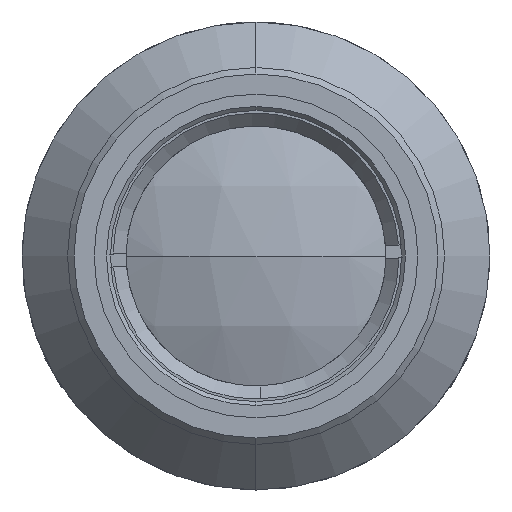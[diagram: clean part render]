
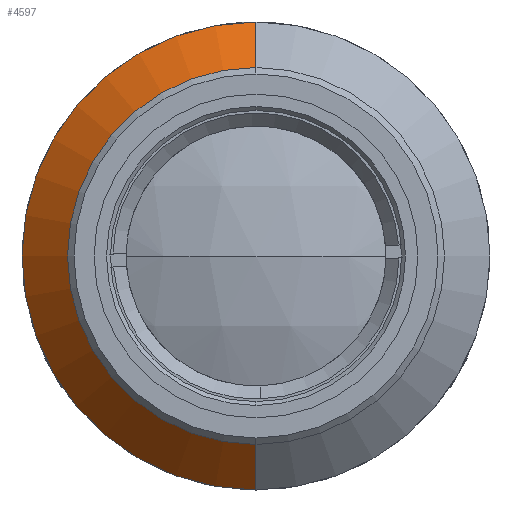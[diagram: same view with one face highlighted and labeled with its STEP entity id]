
A CAD part, left-side view. The second image highlights one B-rep face of the part: STEP entity #4597.
In plain terms, the highlighted conical face has half-angle 45 degrees and reference radius 18 mm.
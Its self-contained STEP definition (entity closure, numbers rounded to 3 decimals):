
#202 = VERTEX_POINT ( 'NONE', #1148 ) ;
#302 = ORIENTED_EDGE ( 'NONE', *, *, #1296, .T. ) ;
#349 = DIRECTION ( 'NONE',  ( -1., 0., 0. ) ) ;
#518 = DIRECTION ( 'NONE',  ( -1., 0., 0. ) ) ;
#536 = DIRECTION ( 'NONE',  ( 0.707, 0., -0.707 ) ) ;
#584 = VERTEX_POINT ( 'NONE', #3735 ) ;
#588 = DIRECTION ( 'NONE',  ( 1., 0., 0. ) ) ;
#632 = EDGE_CURVE ( 'NONE', #584, #1507, #1624, .T. ) ;
#840 = CARTESIAN_POINT ( 'NONE',  ( 13.5, 0., 18. ) ) ;
#908 = DIRECTION ( 'NONE',  ( 0.707, 0., 0.707 ) ) ;
#921 = AXIS2_PLACEMENT_3D ( 'NONE', #4474, #588, #2717 ) ;
#977 = AXIS2_PLACEMENT_3D ( 'NONE', #3588, #349, #3219 ) ;
#1148 = CARTESIAN_POINT ( 'NONE',  ( 13.5, 0., -18. ) ) ;
#1296 = EDGE_CURVE ( 'NONE', #584, #1320, #3392, .T. ) ;
#1320 = VERTEX_POINT ( 'NONE', #3371 ) ;
#1339 = ORIENTED_EDGE ( 'NONE', *, *, #2263, .F. ) ;
#1507 = VERTEX_POINT ( 'NONE', #3856 ) ;
#1624 = CIRCLE ( 'NONE', #4456, 14.5 ) ;
#1709 = VECTOR ( 'NONE', #908, 1000. ) ;
#1875 = VECTOR ( 'NONE', #536, 1000. ) ;
#2263 = EDGE_CURVE ( 'NONE', #1507, #202, #2621, .T. ) ;
#2311 = CARTESIAN_POINT ( 'NONE',  ( 10., 0., 0. ) ) ;
#2353 = CARTESIAN_POINT ( 'NONE',  ( 13.5, 0., -18. ) ) ;
#2430 = CONICAL_SURFACE ( 'NONE', #921, 18., 0.785 ) ;
#2621 = LINE ( 'NONE', #2353, #1875 ) ;
#2717 = DIRECTION ( 'NONE',  ( 0., 0., -1. ) ) ;
#3219 = DIRECTION ( 'NONE',  ( 0., 0., 1. ) ) ;
#3228 = CIRCLE ( 'NONE', #977, 18. ) ;
#3371 = CARTESIAN_POINT ( 'NONE',  ( 13.5, 0., 18. ) ) ;
#3392 = LINE ( 'NONE', #840, #1709 ) ;
#3588 = CARTESIAN_POINT ( 'NONE',  ( 13.5, 0., 0. ) ) ;
#3708 = FACE_OUTER_BOUND ( 'NONE', #3965, .T. ) ;
#3719 = EDGE_CURVE ( 'NONE', #1320, #202, #3228, .T. ) ;
#3735 = CARTESIAN_POINT ( 'NONE',  ( 10., 0., 14.5 ) ) ;
#3856 = CARTESIAN_POINT ( 'NONE',  ( 10., 0., -14.5 ) ) ;
#3965 = EDGE_LOOP ( 'NONE', ( #4510, #302, #4475, #1339 ) ) ;
#4097 = DIRECTION ( 'NONE',  ( 0., 0., 1. ) ) ;
#4456 = AXIS2_PLACEMENT_3D ( 'NONE', #2311, #518, #4097 ) ;
#4474 = CARTESIAN_POINT ( 'NONE',  ( 13.5, 0., 0. ) ) ;
#4475 = ORIENTED_EDGE ( 'NONE', *, *, #3719, .T. ) ;
#4510 = ORIENTED_EDGE ( 'NONE', *, *, #632, .F. ) ;
#4597 = ADVANCED_FACE ( 'NONE', ( #3708 ), #2430, .T. ) ;
